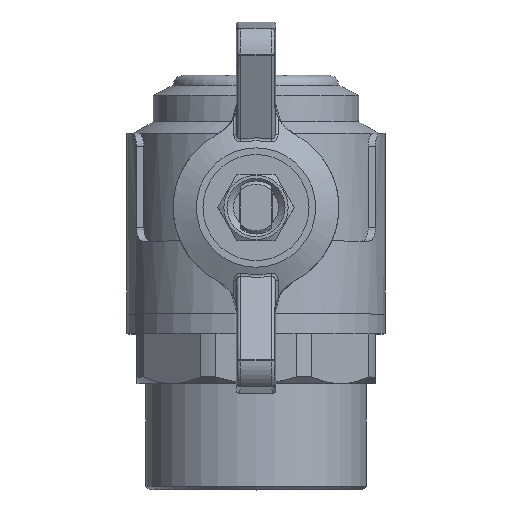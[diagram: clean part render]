
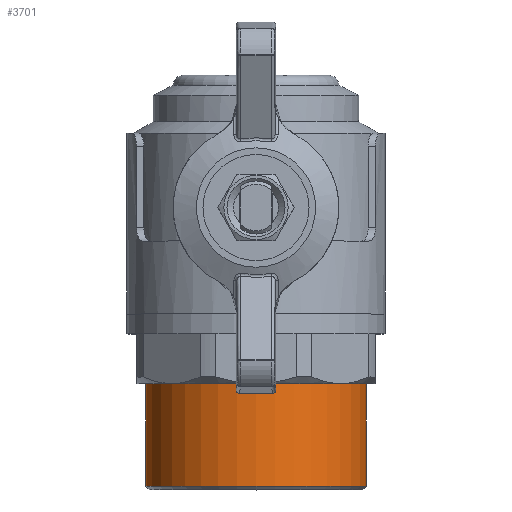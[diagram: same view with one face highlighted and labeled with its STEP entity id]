
A CAD part, top view. The second image highlights one B-rep face of the part: STEP entity #3701.
In plain terms, the highlighted cylindrical face has radius 16.625 mm (diameter 33.249 mm), a full revolution.
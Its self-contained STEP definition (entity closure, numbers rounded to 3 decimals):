
#312=CYLINDRICAL_SURFACE('',#4949,16.625);
#1133=ORIENTED_EDGE('',*,*,#1990,.T.);
#1134=ORIENTED_EDGE('',*,*,#1989,.F.);
#1989=EDGE_CURVE('',#2424,#2424,#2721,.T.);
#1990=EDGE_CURVE('',#2425,#2425,#2722,.T.);
#2424=VERTEX_POINT('',#7176);
#2425=VERTEX_POINT('',#7179);
#2721=CIRCLE('',#4948,16.625);
#2722=CIRCLE('',#4950,16.625);
#2941=EDGE_LOOP('',(#1133));
#2942=EDGE_LOOP('',(#1134));
#3274=FACE_BOUND('',#2941,.T.);
#3275=FACE_BOUND('',#2942,.T.);
#3701=ADVANCED_FACE('',(#3274,#3275),#312,.T.);
#4948=AXIS2_PLACEMENT_3D('',#7175,#5671,#5672);
#4949=AXIS2_PLACEMENT_3D('',#7177,#5673,#5674);
#4950=AXIS2_PLACEMENT_3D('',#7178,#5675,#5676);
#5671=DIRECTION('',(0.,1.,0.));
#5672=DIRECTION('',(0.,0.,1.));
#5673=DIRECTION('',(0.,-1.,0.));
#5674=DIRECTION('',(0.,0.,-1.));
#5675=DIRECTION('',(0.,1.,0.));
#5676=DIRECTION('',(0.,0.,1.));
#7175=CARTESIAN_POINT('',(0.,16.,0.));
#7176=CARTESIAN_POINT('',(0.,16.,16.625));
#7177=CARTESIAN_POINT('',(0.,16.,0.));
#7178=CARTESIAN_POINT('',(0.,0.5,0.));
#7179=CARTESIAN_POINT('',(0.,0.5,16.625));
